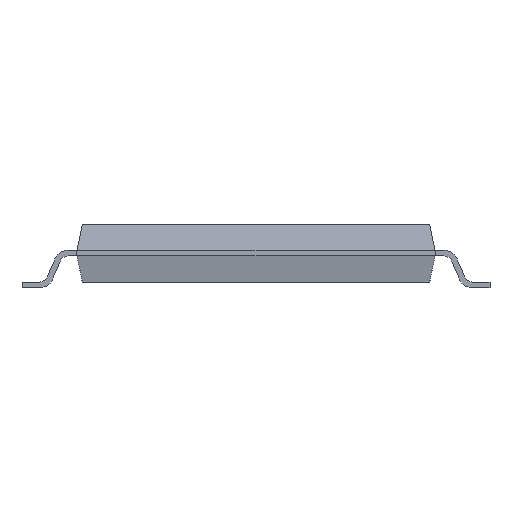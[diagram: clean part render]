
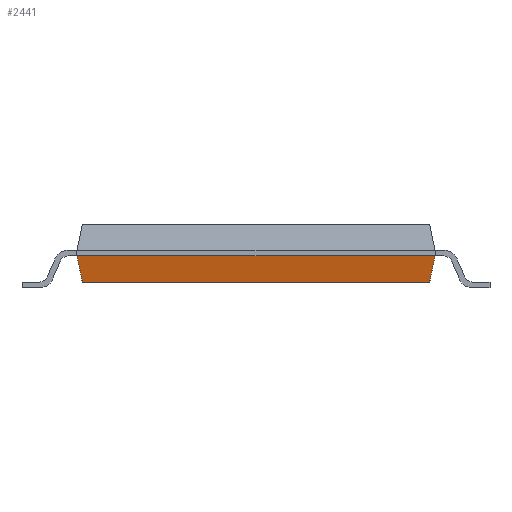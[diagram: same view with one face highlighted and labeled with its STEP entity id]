
A CAD part, front view. The second image highlights one B-rep face of the part: STEP entity #2441.
In plain terms, the highlighted planar face has unit normal (0, -0.978, -0.208).
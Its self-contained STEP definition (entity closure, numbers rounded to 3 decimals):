
#279 = PLANE('',#280);
#280 = AXIS2_PLACEMENT_3D('',#281,#282,#283);
#281 = CARTESIAN_POINT('',(-3.1,-5.6,0.55));
#282 = DIRECTION('',(-0.978,0.,-0.208
    ));
#283 = DIRECTION('',(-0.208,0.,0.978
    ));
#1034 = EDGE_CURVE('',#1035,#1037,#1039,.T.);
#1035 = VERTEX_POINT('',#1036);
#1036 = CARTESIAN_POINT('',(-3.1,-5.6,0.55));
#1037 = VERTEX_POINT('',#1038);
#1038 = CARTESIAN_POINT('',(-3.004,-5.504,0.1));
#1039 = SURFACE_CURVE('',#1040,(#1044,#1051),.PCURVE_S1.);
#1040 = LINE('',#1041,#1042);
#1041 = CARTESIAN_POINT('',(-3.1,-5.6,0.55));
#1042 = VECTOR('',#1043,1.);
#1043 = DIRECTION('',(0.204,0.204,-0.958));
#1044 = PCURVE('',#279,#1045);
#1045 = DEFINITIONAL_REPRESENTATION('',(#1046),#1050);
#1046 = LINE('',#1047,#1048);
#1047 = CARTESIAN_POINT('',(0.,0.));
#1048 = VECTOR('',#1049,1.);
#1049 = DIRECTION('',(-0.979,0.204));
#1050 = ( GEOMETRIC_REPRESENTATION_CONTEXT(2) 
PARAMETRIC_REPRESENTATION_CONTEXT() REPRESENTATION_CONTEXT('2D SPACE',''
  ) );
#1051 = PCURVE('',#1052,#1057);
#1052 = PLANE('',#1053);
#1053 = AXIS2_PLACEMENT_3D('',#1054,#1055,#1056);
#1054 = CARTESIAN_POINT('',(3.1,-5.6,0.55));
#1055 = DIRECTION('',(0.,-0.978,
    -0.208));
#1056 = DIRECTION('',(0.,-0.208,
    0.978));
#1057 = DEFINITIONAL_REPRESENTATION('',(#1058),#1062);
#1058 = LINE('',#1059,#1060);
#1059 = CARTESIAN_POINT('',(0.,6.2));
#1060 = VECTOR('',#1061,1.);
#1061 = DIRECTION('',(-0.979,-0.204));
#1062 = ( GEOMETRIC_REPRESENTATION_CONTEXT(2) 
PARAMETRIC_REPRESENTATION_CONTEXT() REPRESENTATION_CONTEXT('2D SPACE',''
  ) );
#1991 = PLANE('',#1992);
#1992 = AXIS2_PLACEMENT_3D('',#1993,#1994,#1995);
#1993 = CARTESIAN_POINT('',(3.1,5.5,0.1));
#1994 = DIRECTION('',(0.,0.,1.));
#1995 = DIRECTION('',(0.,1.,0.));
#2441 = ADVANCED_FACE('',(#2442),#1052,.T.);
#2442 = FACE_BOUND('',#2443,.T.);
#2443 = EDGE_LOOP('',(#2444,#2445,#2468,#2496));
#2444 = ORIENTED_EDGE('',*,*,#1034,.T.);
#2445 = ORIENTED_EDGE('',*,*,#2446,.T.);
#2446 = EDGE_CURVE('',#1037,#2447,#2449,.T.);
#2447 = VERTEX_POINT('',#2448);
#2448 = CARTESIAN_POINT('',(3.004,-5.504,0.1));
#2449 = SURFACE_CURVE('',#2450,(#2454,#2461),.PCURVE_S1.);
#2450 = LINE('',#2451,#2452);
#2451 = CARTESIAN_POINT('',(3.1,-5.504,0.1));
#2452 = VECTOR('',#2453,1.);
#2453 = DIRECTION('',(1.,0.,0.));
#2454 = PCURVE('',#1052,#2455);
#2455 = DEFINITIONAL_REPRESENTATION('',(#2456),#2460);
#2456 = LINE('',#2457,#2458);
#2457 = CARTESIAN_POINT('',(-0.46,0.));
#2458 = VECTOR('',#2459,1.);
#2459 = DIRECTION('',(0.,-1.));
#2460 = ( GEOMETRIC_REPRESENTATION_CONTEXT(2) 
PARAMETRIC_REPRESENTATION_CONTEXT() REPRESENTATION_CONTEXT('2D SPACE',''
  ) );
#2461 = PCURVE('',#1991,#2462);
#2462 = DEFINITIONAL_REPRESENTATION('',(#2463),#2467);
#2463 = LINE('',#2464,#2465);
#2464 = CARTESIAN_POINT('',(-11.004,0.));
#2465 = VECTOR('',#2466,1.);
#2466 = DIRECTION('',(0.,-1.));
#2467 = ( GEOMETRIC_REPRESENTATION_CONTEXT(2) 
PARAMETRIC_REPRESENTATION_CONTEXT() REPRESENTATION_CONTEXT('2D SPACE',''
  ) );
#2468 = ORIENTED_EDGE('',*,*,#2469,.T.);
#2469 = EDGE_CURVE('',#2447,#2470,#2472,.T.);
#2470 = VERTEX_POINT('',#2471);
#2471 = CARTESIAN_POINT('',(3.1,-5.6,0.55));
#2472 = SURFACE_CURVE('',#2473,(#2477,#2484),.PCURVE_S1.);
#2473 = LINE('',#2474,#2475);
#2474 = CARTESIAN_POINT('',(3.004,-5.504,0.1));
#2475 = VECTOR('',#2476,1.);
#2476 = DIRECTION('',(0.204,-0.204,0.958));
#2477 = PCURVE('',#1052,#2478);
#2478 = DEFINITIONAL_REPRESENTATION('',(#2479),#2483);
#2479 = LINE('',#2480,#2481);
#2480 = CARTESIAN_POINT('',(-0.46,0.096));
#2481 = VECTOR('',#2482,1.);
#2482 = DIRECTION('',(0.979,-0.204));
#2483 = ( GEOMETRIC_REPRESENTATION_CONTEXT(2) 
PARAMETRIC_REPRESENTATION_CONTEXT() REPRESENTATION_CONTEXT('2D SPACE',''
  ) );
#2484 = PCURVE('',#2485,#2490);
#2485 = PLANE('',#2486);
#2486 = AXIS2_PLACEMENT_3D('',#2487,#2488,#2489);
#2487 = CARTESIAN_POINT('',(3.1,-5.6,0.55));
#2488 = DIRECTION('',(0.978,0.,
    -0.208));
#2489 = DIRECTION('',(-0.208,0.,
    -0.978));
#2490 = DEFINITIONAL_REPRESENTATION('',(#2491),#2495);
#2491 = LINE('',#2492,#2493);
#2492 = CARTESIAN_POINT('',(0.46,0.096));
#2493 = VECTOR('',#2494,1.);
#2494 = DIRECTION('',(-0.979,-0.204));
#2495 = ( GEOMETRIC_REPRESENTATION_CONTEXT(2) 
PARAMETRIC_REPRESENTATION_CONTEXT() REPRESENTATION_CONTEXT('2D SPACE',''
  ) );
#2496 = ORIENTED_EDGE('',*,*,#2497,.T.);
#2497 = EDGE_CURVE('',#2470,#1035,#2498,.T.);
#2498 = SURFACE_CURVE('',#2499,(#2503,#2510),.PCURVE_S1.);
#2499 = LINE('',#2500,#2501);
#2500 = CARTESIAN_POINT('',(3.1,-5.6,0.55));
#2501 = VECTOR('',#2502,1.);
#2502 = DIRECTION('',(-1.,0.,0.));
#2503 = PCURVE('',#1052,#2504);
#2504 = DEFINITIONAL_REPRESENTATION('',(#2505),#2509);
#2505 = LINE('',#2506,#2507);
#2506 = CARTESIAN_POINT('',(0.,0.));
#2507 = VECTOR('',#2508,1.);
#2508 = DIRECTION('',(0.,1.));
#2509 = ( GEOMETRIC_REPRESENTATION_CONTEXT(2) 
PARAMETRIC_REPRESENTATION_CONTEXT() REPRESENTATION_CONTEXT('2D SPACE',''
  ) );
#2510 = PCURVE('',#2511,#2516);
#2511 = PLANE('',#2512);
#2512 = AXIS2_PLACEMENT_3D('',#2513,#2514,#2515);
#2513 = CARTESIAN_POINT('',(3.1,-5.6,0.1));
#2514 = DIRECTION('',(0.,-1.,0.));
#2515 = DIRECTION('',(1.,0.,0.));
#2516 = DEFINITIONAL_REPRESENTATION('',(#2517),#2521);
#2517 = LINE('',#2518,#2519);
#2518 = CARTESIAN_POINT('',(0.,0.45));
#2519 = VECTOR('',#2520,1.);
#2520 = DIRECTION('',(-1.,0.));
#2521 = ( GEOMETRIC_REPRESENTATION_CONTEXT(2) 
PARAMETRIC_REPRESENTATION_CONTEXT() REPRESENTATION_CONTEXT('2D SPACE',''
  ) );
